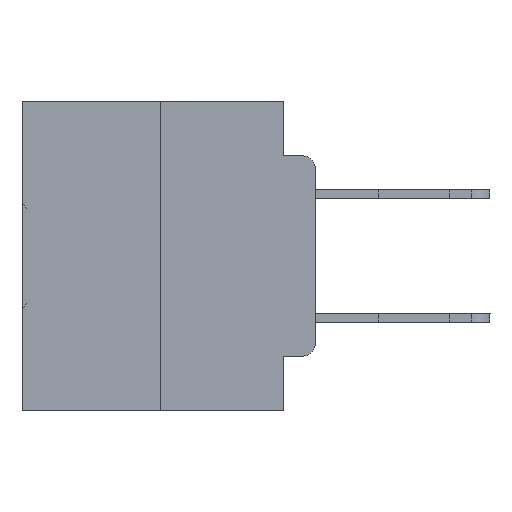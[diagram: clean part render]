
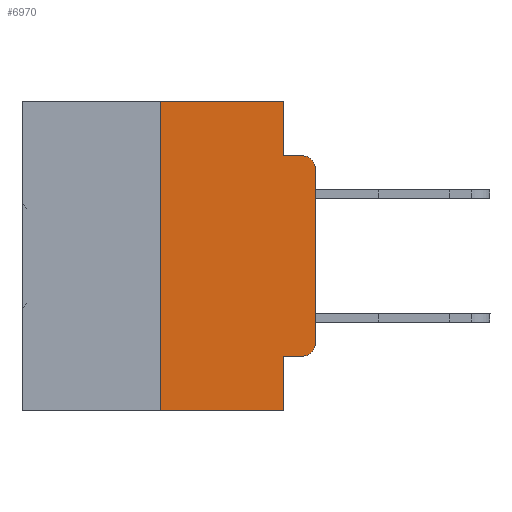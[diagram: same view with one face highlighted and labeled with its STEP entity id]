
A CAD part, left-side view. The second image highlights one B-rep face of the part: STEP entity #6970.
In plain terms, the highlighted planar face has unit normal (-1, 0, 0).
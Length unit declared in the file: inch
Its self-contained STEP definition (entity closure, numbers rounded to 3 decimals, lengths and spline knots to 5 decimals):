
#938 = DIRECTION ( 'NONE',  ( -1., 0., 0. ) ) ;
#1134 = VECTOR ( 'NONE', #18958, 39.37008 ) ;
#1266 = PLANE ( 'NONE',  #22807 ) ;
#1917 = EDGE_LOOP ( 'NONE', ( #32913, #31254, #22233, #34572, #28006, #7038, #31647, #17536, #19569, #25300 ) ) ;
#1927 = CARTESIAN_POINT ( 'NONE',  ( 0., 0.25, 0. ) ) ;
#2259 = DIRECTION ( 'NONE',  ( 0., 0., 1. ) ) ;
#2651 = CARTESIAN_POINT ( 'NONE',  ( 0., 0.02, -0.4115 ) ) ;
#3956 = VERTEX_POINT ( 'NONE', #4582 ) ;
#4072 = LINE ( 'NONE', #1927, #14540 ) ;
#4357 = CARTESIAN_POINT ( 'NONE',  ( 0., 0.473, -0.5 ) ) ;
#4582 = CARTESIAN_POINT ( 'NONE',  ( 0., 0.051, -0.0885 ) ) ;
#5022 = VECTOR ( 'NONE', #6976, 39.37008 ) ;
#5123 = CIRCLE ( 'NONE', #12311, 0.02 ) ;
#6331 = DIRECTION ( 'NONE',  ( 0., 0., -1. ) ) ;
#6785 = VECTOR ( 'NONE', #25767, 39.37008 ) ;
#6970 = ADVANCED_FACE ( 'NONE', ( #13225 ), #1266, .F. ) ;
#6976 = DIRECTION ( 'NONE',  ( 0., -1., 0. ) ) ;
#7038 = ORIENTED_EDGE ( 'NONE', *, *, #29351, .F. ) ;
#7879 = VECTOR ( 'NONE', #2259, 39.37008 ) ;
#8038 = CARTESIAN_POINT ( 'NONE',  ( 0., 0.02, -0.0885 ) ) ;
#8699 = LINE ( 'NONE', #25929, #7879 ) ;
#8803 = CARTESIAN_POINT ( 'NONE',  ( 0., 0.02, -0.1085 ) ) ;
#9220 = VERTEX_POINT ( 'NONE', #14877 ) ;
#9574 = CARTESIAN_POINT ( 'NONE',  ( 0., 0.473, 0. ) ) ;
#9593 = VERTEX_POINT ( 'NONE', #14798 ) ;
#9903 = DIRECTION ( 'NONE',  ( 0., 0., 1. ) ) ;
#10878 = VERTEX_POINT ( 'NONE', #34105 ) ;
#11992 = DIRECTION ( 'NONE',  ( 0., -1., 0. ) ) ;
#12059 = CARTESIAN_POINT ( 'NONE',  ( 0., 0.02, -0.3915 ) ) ;
#12074 = CARTESIAN_POINT ( 'NONE',  ( 0., 0.051, -0.0885 ) ) ;
#12249 = DIRECTION ( 'NONE',  ( 1., 0., 0. ) ) ;
#12275 = VECTOR ( 'NONE', #21382, 39.37008 ) ;
#12311 = AXIS2_PLACEMENT_3D ( 'NONE', #8803, #938, #6331 ) ;
#12350 = VECTOR ( 'NONE', #33140, 39.37008 ) ;
#12646 = EDGE_CURVE ( 'NONE', #3956, #33362, #32610, .T. ) ;
#12750 = LINE ( 'NONE', #28073, #33745 ) ;
#13135 = CARTESIAN_POINT ( 'NONE',  ( 0., 0., -0.1085 ) ) ;
#13225 = FACE_OUTER_BOUND ( 'NONE', #1917, .T. ) ;
#13648 = CARTESIAN_POINT ( 'NONE',  ( 0., 0.051, -0.4115 ) ) ;
#13917 = CARTESIAN_POINT ( 'NONE',  ( 0., 0.051, 0. ) ) ;
#14540 = VECTOR ( 'NONE', #9903, 39.37008 ) ;
#14798 = CARTESIAN_POINT ( 'NONE',  ( 0., 0.051, 0. ) ) ;
#14877 = CARTESIAN_POINT ( 'NONE',  ( 0., 0., -0.3915 ) ) ;
#15202 = DIRECTION ( 'NONE',  ( 0., 0., -1. ) ) ;
#16207 = CARTESIAN_POINT ( 'NONE',  ( 0., 0.25, 0. ) ) ;
#16820 = DIRECTION ( 'NONE',  ( -1., 0., 0. ) ) ;
#17271 = EDGE_CURVE ( 'NONE', #26329, #33362, #5123, .T. ) ;
#17417 = CARTESIAN_POINT ( 'NONE',  ( 0., 0.051, -0.4115 ) ) ;
#17536 = ORIENTED_EDGE ( 'NONE', *, *, #30425, .F. ) ;
#18010 = VERTEX_POINT ( 'NONE', #13648 ) ;
#18958 = DIRECTION ( 'NONE',  ( 0., 0., -1. ) ) ;
#19569 = ORIENTED_EDGE ( 'NONE', *, *, #20969, .T. ) ;
#20800 = EDGE_CURVE ( 'NONE', #32326, #9220, #22368, .T. ) ;
#20969 = EDGE_CURVE ( 'NONE', #18010, #32326, #21151, .T. ) ;
#21151 = LINE ( 'NONE', #17417, #12350 ) ;
#21382 = DIRECTION ( 'NONE',  ( 0., 0., -1. ) ) ;
#21806 = LINE ( 'NONE', #4357, #6785 ) ;
#21972 = AXIS2_PLACEMENT_3D ( 'NONE', #12059, #16820, #15202 ) ;
#22233 = ORIENTED_EDGE ( 'NONE', *, *, #12646, .F. ) ;
#22368 = CIRCLE ( 'NONE', #21972, 0.02 ) ;
#22807 = AXIS2_PLACEMENT_3D ( 'NONE', #9574, #12249, #31020 ) ;
#23111 = EDGE_CURVE ( 'NONE', #33425, #10878, #21806, .T. ) ;
#24200 = CARTESIAN_POINT ( 'NONE',  ( 0., 0.051, 0. ) ) ;
#24240 = EDGE_CURVE ( 'NONE', #25706, #9593, #12750, .T. ) ;
#25300 = ORIENTED_EDGE ( 'NONE', *, *, #20800, .T. ) ;
#25706 = VERTEX_POINT ( 'NONE', #16207 ) ;
#25767 = DIRECTION ( 'NONE',  ( 0., -1., 0. ) ) ;
#25929 = CARTESIAN_POINT ( 'NONE',  ( 0., 0., 0. ) ) ;
#26329 = VERTEX_POINT ( 'NONE', #13135 ) ;
#26532 = LINE ( 'NONE', #24200, #12275 ) ;
#27083 = CARTESIAN_POINT ( 'NONE',  ( 0., 0.25, -0.5 ) ) ;
#28006 = ORIENTED_EDGE ( 'NONE', *, *, #24240, .F. ) ;
#28073 = CARTESIAN_POINT ( 'NONE',  ( 0., 0.473, 0. ) ) ;
#29351 = EDGE_CURVE ( 'NONE', #33425, #25706, #4072, .T. ) ;
#29396 = EDGE_CURVE ( 'NONE', #9220, #26329, #8699, .T. ) ;
#29641 = EDGE_CURVE ( 'NONE', #9593, #3956, #30462, .T. ) ;
#30425 = EDGE_CURVE ( 'NONE', #18010, #10878, #26532, .T. ) ;
#30462 = LINE ( 'NONE', #13917, #1134 ) ;
#31020 = DIRECTION ( 'NONE',  ( 0., 0., -1. ) ) ;
#31254 = ORIENTED_EDGE ( 'NONE', *, *, #17271, .T. ) ;
#31647 = ORIENTED_EDGE ( 'NONE', *, *, #23111, .T. ) ;
#32326 = VERTEX_POINT ( 'NONE', #2651 ) ;
#32610 = LINE ( 'NONE', #12074, #5022 ) ;
#32913 = ORIENTED_EDGE ( 'NONE', *, *, #29396, .T. ) ;
#33140 = DIRECTION ( 'NONE',  ( 0., -1., 0. ) ) ;
#33362 = VERTEX_POINT ( 'NONE', #8038 ) ;
#33425 = VERTEX_POINT ( 'NONE', #27083 ) ;
#33745 = VECTOR ( 'NONE', #11992, 39.37008 ) ;
#34105 = CARTESIAN_POINT ( 'NONE',  ( 0., 0.051, -0.5 ) ) ;
#34572 = ORIENTED_EDGE ( 'NONE', *, *, #29641, .F. ) ;
